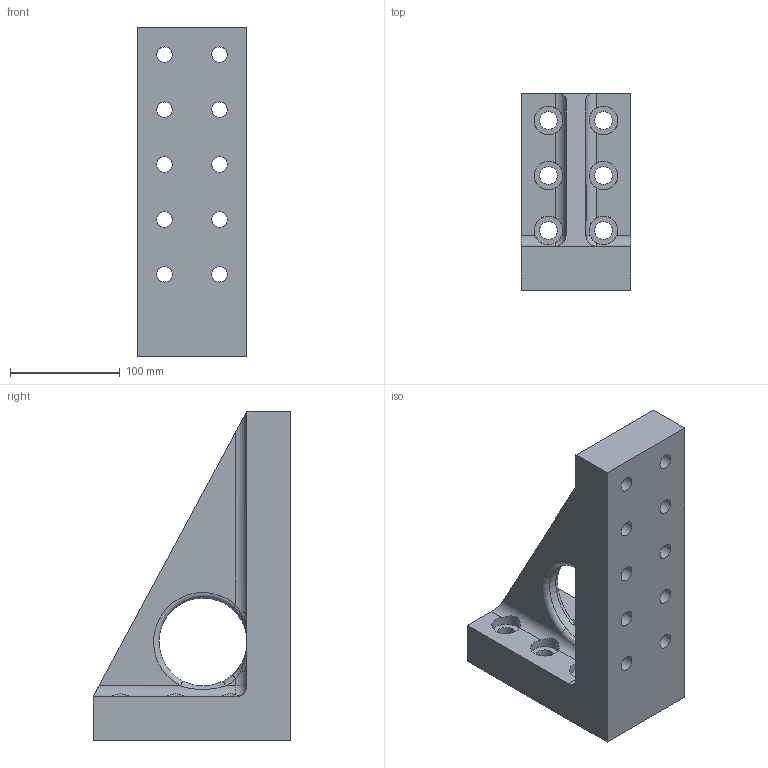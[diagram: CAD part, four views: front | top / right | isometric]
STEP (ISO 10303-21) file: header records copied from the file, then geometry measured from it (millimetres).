
FILE_DESCRIPTION( ( 'Unknown' ), '1' );
FILE_NAME( 'BP24-180100-0300-16.stp', 'Unknown', ( 'S.C.H' ), ( 'Unknown' ), 'XStep 1.0', 'Unknown', ' ' );
FILE_SCHEMA( ( 'CONFIG_CONTROL_DESIGN' ) );
Length unit declared in the file: millimetre
Products named in the file (1): 1
Bounding box: 100 x 180 x 300 mm (x, y, z)
Volume: 1863719.1 mm3; surface area: 184163.1 mm2
Topology: 1 solids, 1 shells, 84 faces, 246 edges, 152 vertices
Faces by surface type: cylinder 37, plane 27, bspline 14, torus 4, sphere 2
Full cylindrical faces by diameter (mm): 14 x10, 16 x6, 23 x6, 26 x6, 80 x1
Entity records: 5849 total; most frequent: CARTESIAN_POINT 3888, DIRECTION 379, ORIENTED_EDGE 374, EDGE_CURVE 187, AXIS2_PLACEMENT_3D 163, EDGE_LOOP 143, VERTEX_POINT 130, FACE_OUTER_BOUND 113
